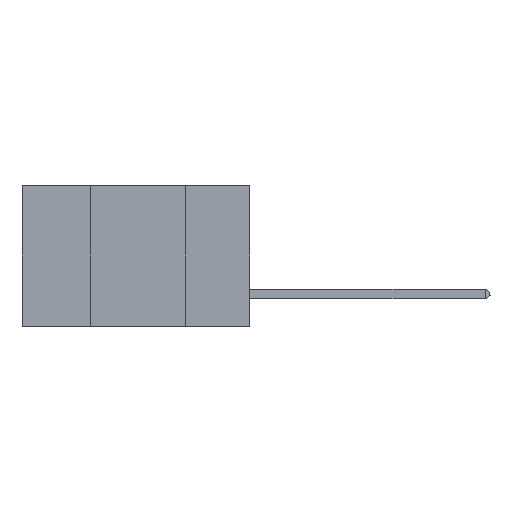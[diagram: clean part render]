
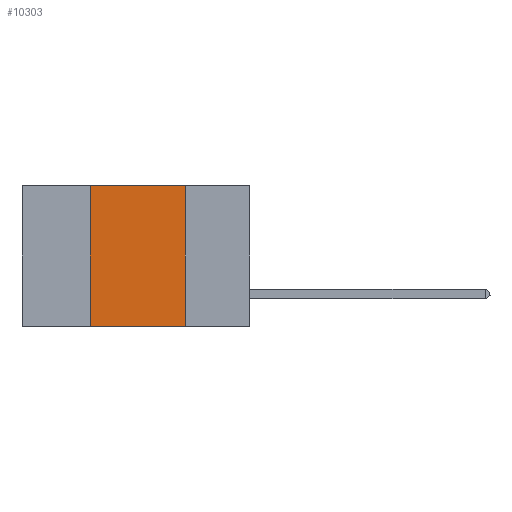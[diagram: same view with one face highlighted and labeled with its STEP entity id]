
A CAD part, left-side view. The second image highlights one B-rep face of the part: STEP entity #10303.
In plain terms, the highlighted planar face has unit normal (-1, 0, 0).
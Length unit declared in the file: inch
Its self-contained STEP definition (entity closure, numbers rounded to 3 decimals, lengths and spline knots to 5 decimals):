
#557 = EDGE_CURVE ( 'NONE', #19250, #8710, #12879, .T. ) ;
#838 = DIRECTION ( 'NONE',  ( 1., 0., 0. ) ) ;
#970 = LINE ( 'NONE', #6573, #6848 ) ;
#1942 = VECTOR ( 'NONE', #14146, 39.37008 ) ;
#2552 = LINE ( 'NONE', #2780, #6096 ) ;
#2614 = EDGE_CURVE ( 'NONE', #13199, #4771, #970, .T. ) ;
#2780 = CARTESIAN_POINT ( 'NONE',  ( 0., 0.6, -0.37 ) ) ;
#4771 = VERTEX_POINT ( 'NONE', #5746 ) ;
#5746 = CARTESIAN_POINT ( 'NONE',  ( 0., 0.42, 0. ) ) ;
#6096 = VECTOR ( 'NONE', #15932, 39.37008 ) ;
#6232 = EDGE_CURVE ( 'NONE', #4771, #19250, #8552, .T. ) ;
#6573 = CARTESIAN_POINT ( 'NONE',  ( 0., 0.42, 0. ) ) ;
#6848 = VECTOR ( 'NONE', #8025, 39.37008 ) ;
#7362 = CARTESIAN_POINT ( 'NONE',  ( 0., 0.42, -0.37 ) ) ;
#7822 = ORIENTED_EDGE ( 'NONE', *, *, #557, .F. ) ;
#8025 = DIRECTION ( 'NONE',  ( 0., 0., 1. ) ) ;
#8547 = DIRECTION ( 'NONE',  ( 0., 0., -1. ) ) ;
#8552 = LINE ( 'NONE', #16900, #15535 ) ;
#8710 = VERTEX_POINT ( 'NONE', #12414 ) ;
#9518 = AXIS2_PLACEMENT_3D ( 'NONE', #9759, #838, #8547 ) ;
#9759 = CARTESIAN_POINT ( 'NONE',  ( 0., 0.6, 0. ) ) ;
#10303 = ADVANCED_FACE ( 'NONE', ( #16455 ), #11438, .F. ) ;
#10891 = ORIENTED_EDGE ( 'NONE', *, *, #6232, .F. ) ;
#11438 = PLANE ( 'NONE',  #9518 ) ;
#12015 = ORIENTED_EDGE ( 'NONE', *, *, #14323, .T. ) ;
#12414 = CARTESIAN_POINT ( 'NONE',  ( 0., 0.17, -0.37 ) ) ;
#12879 = LINE ( 'NONE', #17324, #1942 ) ;
#13199 = VERTEX_POINT ( 'NONE', #7362 ) ;
#13659 = EDGE_LOOP ( 'NONE', ( #7822, #10891, #15717, #12015 ) ) ;
#14146 = DIRECTION ( 'NONE',  ( 0., 0., -1. ) ) ;
#14323 = EDGE_CURVE ( 'NONE', #13199, #8710, #2552, .T. ) ;
#14454 = DIRECTION ( 'NONE',  ( 0., -1., 0. ) ) ;
#15535 = VECTOR ( 'NONE', #14454, 39.37008 ) ;
#15717 = ORIENTED_EDGE ( 'NONE', *, *, #2614, .F. ) ;
#15932 = DIRECTION ( 'NONE',  ( 0., -1., 0. ) ) ;
#16455 = FACE_OUTER_BOUND ( 'NONE', #13659, .T. ) ;
#16900 = CARTESIAN_POINT ( 'NONE',  ( 0., 0.6, 0. ) ) ;
#16950 = CARTESIAN_POINT ( 'NONE',  ( 0., 0.17, 0. ) ) ;
#17324 = CARTESIAN_POINT ( 'NONE',  ( 0., 0.17, 0. ) ) ;
#19250 = VERTEX_POINT ( 'NONE', #16950 ) ;
